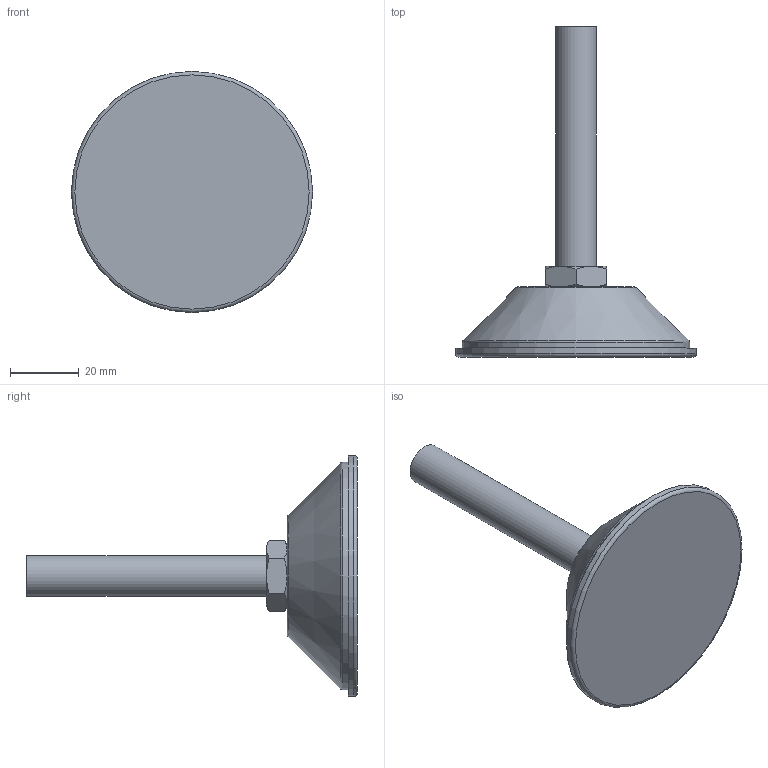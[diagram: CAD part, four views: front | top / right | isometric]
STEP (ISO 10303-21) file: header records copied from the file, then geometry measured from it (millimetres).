
FILE_DESCRIPTION (( 'STEP AP203' ), '1' );
FILE_NAME ('AL-340.0202A.01.STEP', '2023-07-31T10:38:20', ( '' ), ( '' ), 'SwSTEP 2.0', 'SolidWorks 2021', '' );
FILE_SCHEMA (( 'CONFIG_CONTROL_DESIGN' ));
Length unit declared in the file: millimetre
Products named in the file (4): AL-340.02A.01-02_12 70; AL-340.02A.01-01; hex thin nut chamfered gradeab_iso_ISO - 4035 - M12 - S; AL-340.0202A.01
Assembly tree (3 placements, depth 2):
  AL-340.0202A.01
    AL-340.02A.01-01
    hex thin nut chamfered gradeab_iso_ISO - 4035 - M12 - S
    AL-340.02A.01-02_12 70
Bounding box: 70.4 x 96.5 x 70.4 mm (x, y, z)
Volume: 59058 mm3; surface area: 13608 mm2
Topology: 3 solids, 3 shells, 47 faces, 95 edges, 55 vertices
Faces by surface type: cone 23, plane 13, cylinder 8, torus 3
Full cylindrical faces by diameter (mm): 10.2 x4, 12 x2, 66.4 x1, 70.4 x1
Entity records: 1558 total; most frequent: CARTESIAN_POINT 307, DIRECTION 188, ORIENTED_EDGE 136, AXIS2_PLACEMENT_3D 91, EDGE_LOOP 72, EDGE_CURVE 68, FACE_OUTER_BOUND 58, VERTEX_POINT 50
